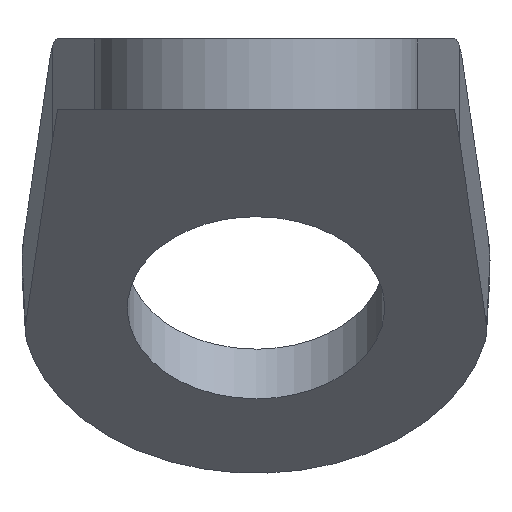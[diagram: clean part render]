
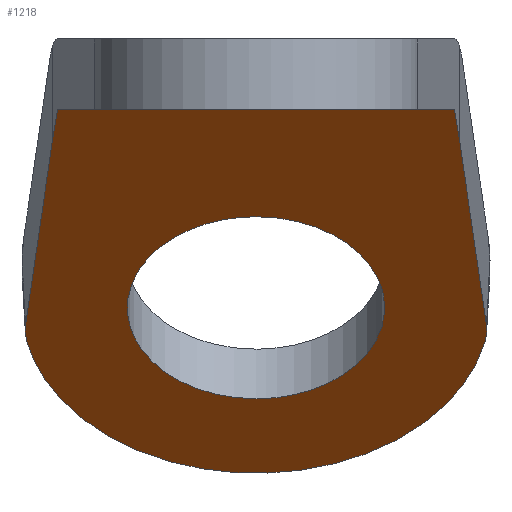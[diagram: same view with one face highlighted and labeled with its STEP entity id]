
A CAD part, left-side view. The second image highlights one B-rep face of the part: STEP entity #1218.
In plain terms, the highlighted free-form (B-spline) face has degree [1, 1] with [2, 2] control points.
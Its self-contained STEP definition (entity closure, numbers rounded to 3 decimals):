
#104=CARTESIAN_POINT('',(12.054,2.745,-5.861));
#105=VERTEX_POINT('',#104);
#111=CARTESIAN_POINT('',(13.88,0.0,-7.687));
#112=VERTEX_POINT('',#111);
#113=CARTESIAN_POINT('',(13.88,0.0,-7.687));
#114=CARTESIAN_POINT('',(13.88,2.587,-7.687));
#115=CARTESIAN_POINT('',(12.054,2.745,-5.861));
#123=(BOUNDED_CURVE()B_SPLINE_CURVE(2,(#113,#114,#115),.UNSPECIFIED.,.F.,.U.)B_SPLINE_CURVE_WITH_KNOTS((3,3),(0.0,0.239),.UNSPECIFIED.)CURVE()GEOMETRIC_REPRESENTATION_ITEM()RATIONAL_B_SPLINE_CURVE((1.0,0.72,0.976))REPRESENTATION_ITEM(''));
#124=EDGE_CURVE('',#112,#105,#123,.T.);
#126=CARTESIAN_POINT('',(11.706,-2.731,-5.513));
#127=VERTEX_POINT('',#126);
#128=CARTESIAN_POINT('',(11.706,-2.731,-5.513));
#129=CARTESIAN_POINT('',(11.82,-2.75,-5.627));
#130=CARTESIAN_POINT('',(11.935,-2.75,-5.743));
#131=CARTESIAN_POINT('',(13.88,-2.75,-7.687));
#132=CARTESIAN_POINT('',(13.88,0.0,-7.687));
#140=(BOUNDED_CURVE()B_SPLINE_CURVE(2,(#128,#129,#130,#131,#132),.UNSPECIFIED.,.F.,.U.)B_SPLINE_CURVE_WITH_KNOTS((3,2,3),(0.73,0.75,1.0),.UNSPECIFIED.)CURVE()GEOMETRIC_REPRESENTATION_ITEM()RATIONAL_B_SPLINE_CURVE((0.956,0.976,1.0,0.707,1.0))REPRESENTATION_ITEM(''));
#141=EDGE_CURVE('',#127,#112,#140,.T.);
#185=CARTESIAN_POINT('',(9.99,0.0,-3.798));
#186=VERTEX_POINT('',#185);
#187=CARTESIAN_POINT('',(9.99,0.0,-3.798));
#188=CARTESIAN_POINT('',(9.99,-2.442,-3.798));
#189=CARTESIAN_POINT('',(11.706,-2.731,-5.513));
#197=(BOUNDED_CURVE()B_SPLINE_CURVE(2,(#187,#188,#189),.UNSPECIFIED.,.F.,.U.)B_SPLINE_CURVE_WITH_KNOTS((3,3),(0.5,0.73),.UNSPECIFIED.)CURVE()GEOMETRIC_REPRESENTATION_ITEM()RATIONAL_B_SPLINE_CURVE((1.0,0.731,0.956))REPRESENTATION_ITEM(''));
#198=EDGE_CURVE('',#186,#127,#197,.T.);
#200=CARTESIAN_POINT('',(12.054,2.745,-5.861));
#201=CARTESIAN_POINT('',(11.994,2.75,-5.802));
#202=CARTESIAN_POINT('',(11.935,2.75,-5.743));
#203=CARTESIAN_POINT('',(9.99,2.75,-3.798));
#204=CARTESIAN_POINT('',(9.99,0.0,-3.798));
#212=(BOUNDED_CURVE()B_SPLINE_CURVE(2,(#200,#201,#202,#203,#204),.UNSPECIFIED.,.F.,.U.)B_SPLINE_CURVE_WITH_KNOTS((3,2,3),(0.239,0.25,0.5),.UNSPECIFIED.)CURVE()GEOMETRIC_REPRESENTATION_ITEM()RATIONAL_B_SPLINE_CURVE((0.976,0.988,1.0,0.707,1.0))REPRESENTATION_ITEM(''));
#213=EDGE_CURVE('',#105,#186,#212,.T.);
#458=CARTESIAN_POINT('',(12.646,-4.898,-6.454));
#459=VERTEX_POINT('',#458);
#460=CARTESIAN_POINT('',(12.287,-4.923,-6.095));
#461=VERTEX_POINT('',#460);
#462=CARTESIAN_POINT('',(12.646,-4.898,-6.454));
#463=CARTESIAN_POINT('',(12.587,-4.915,-6.395));
#464=CARTESIAN_POINT('',(12.528,-4.926,-6.335));
#465=CARTESIAN_POINT('',(12.408,-4.934,-6.215));
#466=CARTESIAN_POINT('',(12.347,-4.932,-6.155));
#467=CARTESIAN_POINT('',(12.287,-4.923,-6.095));
#468=B_SPLINE_CURVE_WITH_KNOTS('',3,(#462,#463,#464,#465,#466,#467),.UNSPECIFIED.,.F.,.U.,(4,2,4),(0.0,0.5,1.0),.UNSPECIFIED.);
#469=EDGE_CURVE('',#459,#461,#468,.T.);
#580=CARTESIAN_POINT('',(8.3,4.34,-2.108));
#581=VERTEX_POINT('',#580);
#582=CARTESIAN_POINT('',(8.327,4.344,-2.135));
#583=VERTEX_POINT('',#582);
#584=CARTESIAN_POINT('',(8.3,4.34,-2.108));
#585=CARTESIAN_POINT('',(8.314,4.342,-2.121));
#586=CARTESIAN_POINT('',(8.327,4.344,-2.135));
#594=(BOUNDED_CURVE()B_SPLINE_CURVE(2,(#584,#585,#586),.UNSPECIFIED.,.F.,.U.)CURVE()GEOMETRIC_REPRESENTATION_ITEM()QUASI_UNIFORM_CURVE()RATIONAL_B_SPLINE_CURVE((1.0,1.,1.0))REPRESENTATION_ITEM(''));
#595=EDGE_CURVE('',#581,#583,#594,.T.);
#734=CARTESIAN_POINT('',(8.327,-4.344,-2.135));
#735=VERTEX_POINT('',#734);
#736=CARTESIAN_POINT('',(8.3,-4.34,-2.108));
#737=VERTEX_POINT('',#736);
#738=CARTESIAN_POINT('',(8.327,-4.344,-2.135));
#739=CARTESIAN_POINT('',(8.314,-4.342,-2.121));
#740=CARTESIAN_POINT('',(8.3,-4.34,-2.108));
#748=(BOUNDED_CURVE()B_SPLINE_CURVE(2,(#738,#739,#740),.UNSPECIFIED.,.F.,.U.)CURVE()GEOMETRIC_REPRESENTATION_ITEM()QUASI_UNIFORM_CURVE()RATIONAL_B_SPLINE_CURVE((1.0,1.,1.0))REPRESENTATION_ITEM(''));
#749=EDGE_CURVE('',#735,#737,#748,.T.);
#803=CARTESIAN_POINT('',(12.287,4.923,-6.095));
#804=VERTEX_POINT('',#803);
#805=CARTESIAN_POINT('',(12.646,4.898,-6.454));
#806=VERTEX_POINT('',#805);
#807=CARTESIAN_POINT('',(12.287,4.923,-6.095));
#808=CARTESIAN_POINT('',(12.347,4.932,-6.155));
#809=CARTESIAN_POINT('',(12.407,4.934,-6.215));
#810=CARTESIAN_POINT('',(12.527,4.926,-6.335));
#811=CARTESIAN_POINT('',(12.587,4.915,-6.395));
#812=CARTESIAN_POINT('',(12.646,4.898,-6.454));
#813=B_SPLINE_CURVE_WITH_KNOTS('',3,(#807,#808,#809,#810,#811,#812),.UNSPECIFIED.,.F.,.U.,(4,2,4),(0.0,0.5,1.0),.UNSPECIFIED.);
#814=EDGE_CURVE('',#804,#806,#813,.T.);
#923=CARTESIAN_POINT('',(12.287,4.923,-6.095));
#924=CARTESIAN_POINT('',(8.327,4.344,-2.135));
#925=QUASI_UNIFORM_CURVE('',1,(#923,#924),.UNSPECIFIED.,.F.,.U.);
#926=EDGE_CURVE('',#804,#583,#925,.T.);
#938=CARTESIAN_POINT('',(12.287,-4.923,-6.095));
#939=CARTESIAN_POINT('',(8.327,-4.344,-2.135));
#940=QUASI_UNIFORM_CURVE('',1,(#938,#939),.UNSPECIFIED.,.F.,.U.);
#941=EDGE_CURVE('',#461,#735,#940,.T.);
#1091=CARTESIAN_POINT('',(7.692,-4.239,-1.5));
#1092=VERTEX_POINT('',#1091);
#1093=CARTESIAN_POINT('',(8.3,-4.34,-2.108));
#1094=CARTESIAN_POINT('',(7.692,-4.239,-1.5));
#1095=QUASI_UNIFORM_CURVE('',1,(#1093,#1094),.UNSPECIFIED.,.F.,.U.);
#1096=EDGE_CURVE('',#737,#1092,#1095,.T.);
#1117=CARTESIAN_POINT('',(7.692,4.239,-1.5));
#1118=VERTEX_POINT('',#1117);
#1119=CARTESIAN_POINT('',(8.3,4.34,-2.108));
#1120=CARTESIAN_POINT('',(7.692,4.239,-1.5));
#1121=QUASI_UNIFORM_CURVE('',1,(#1119,#1120),.UNSPECIFIED.,.F.,.U.);
#1122=EDGE_CURVE('',#581,#1118,#1121,.T.);
#1139=CARTESIAN_POINT('',(7.692,-4.239,-1.5));
#1140=CARTESIAN_POINT('',(7.692,4.239,-1.5));
#1141=QUASI_UNIFORM_CURVE('',1,(#1139,#1140),.UNSPECIFIED.,.F.,.U.);
#1142=EDGE_CURVE('',#1092,#1118,#1141,.T.);
#1174=CARTESIAN_POINT('',(12.646,-4.898,-6.454));
#1175=CARTESIAN_POINT('',(15.471,-4.077,-9.278));
#1176=CARTESIAN_POINT('',(15.471,0.0,-9.278));
#1177=CARTESIAN_POINT('',(15.471,4.077,-9.278));
#1178=CARTESIAN_POINT('',(12.646,4.898,-6.454));
#1186=(BOUNDED_CURVE()B_SPLINE_CURVE(2,(#1174,#1175,#1176,#1177,#1178),.UNSPECIFIED.,.F.,.U.)B_SPLINE_CURVE_WITH_KNOTS((3,2,3),(0.0,0.5,1.0),.UNSPECIFIED.)CURVE()GEOMETRIC_REPRESENTATION_ITEM()RATIONAL_B_SPLINE_CURVE((1.0,0.775,1.0,0.775,1.0))REPRESENTATION_ITEM(''));
#1187=EDGE_CURVE('',#459,#806,#1186,.T.);
#1195=CARTESIAN_POINT('',(7.304,-5.425,-1.111));
#1196=CARTESIAN_POINT('',(15.859,-5.425,-9.667));
#1197=CARTESIAN_POINT('',(7.304,5.425,-1.111));
#1198=CARTESIAN_POINT('',(15.859,5.425,-9.667));
#1199=B_SPLINE_SURFACE_WITH_KNOTS('',1,1,((#1195,#1197),(#1196,#1198)),.UNSPECIFIED.,.F.,.F.,.U.,(2,2),(2,2),(0.0,12.099),(0.0,10.849),.UNSPECIFIED.);
#1200=ORIENTED_EDGE('',*,*,#926,.F.);
#1201=ORIENTED_EDGE('',*,*,#814,.T.);
#1202=ORIENTED_EDGE('',*,*,#1187,.F.);
#1203=ORIENTED_EDGE('',*,*,#469,.T.);
#1204=ORIENTED_EDGE('',*,*,#941,.T.);
#1205=ORIENTED_EDGE('',*,*,#749,.T.);
#1206=ORIENTED_EDGE('',*,*,#1096,.T.);
#1207=ORIENTED_EDGE('',*,*,#1142,.T.);
#1208=ORIENTED_EDGE('',*,*,#1122,.F.);
#1209=ORIENTED_EDGE('',*,*,#595,.T.);
#1210=EDGE_LOOP('',(#1200,#1201,#1202,#1203,#1204,#1205,#1206,#1207,#1208,#1209));
#1211=FACE_OUTER_BOUND('',#1210,.T.);
#1212=ORIENTED_EDGE('',*,*,#124,.T.);
#1213=ORIENTED_EDGE('',*,*,#213,.T.);
#1214=ORIENTED_EDGE('',*,*,#198,.T.);
#1215=ORIENTED_EDGE('',*,*,#141,.T.);
#1216=EDGE_LOOP('',(#1212,#1213,#1214,#1215));
#1217=FACE_BOUND('',#1216,.T.);
#1218=ADVANCED_FACE('',(#1211,#1217),#1199,.F.);
